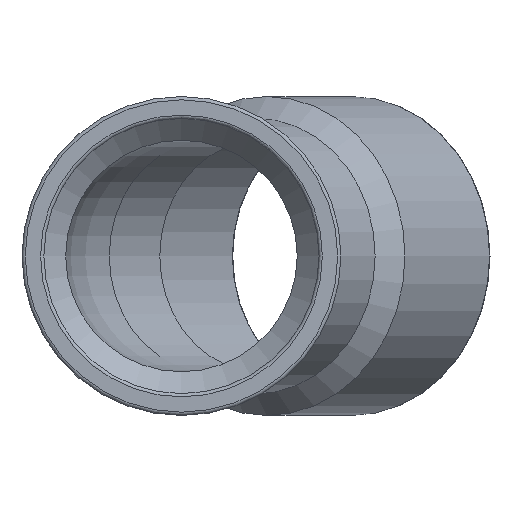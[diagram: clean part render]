
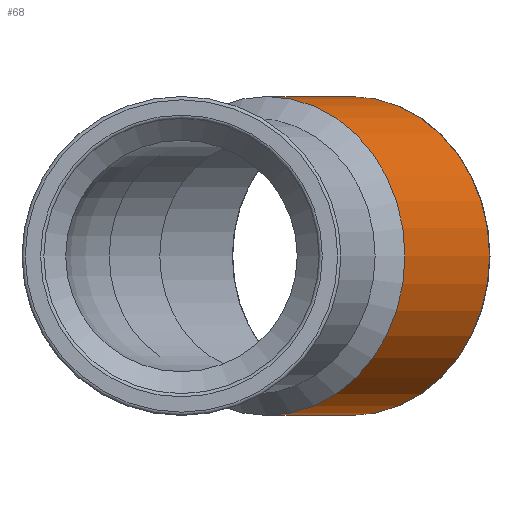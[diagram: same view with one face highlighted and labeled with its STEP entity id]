
A CAD part, front view. The second image highlights one B-rep face of the part: STEP entity #68.
In plain terms, the highlighted cylindrical face has radius 182.5 mm (diameter 365 mm), a full revolution.
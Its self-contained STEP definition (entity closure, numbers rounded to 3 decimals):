
#68=ADVANCED_FACE('',(#153,#154),#155,.T.);
#153=FACE_OUTER_BOUND('',#256,.T.);
#154=FACE_OUTER_BOUND('',#257,.T.);
#155=CYLINDRICAL_SURFACE('',#258,182.5);
#256=EDGE_LOOP('',(#373));
#257=EDGE_LOOP('',(#374));
#258=AXIS2_PLACEMENT_3D('',#375,#376,#377);
#373=ORIENTED_EDGE('',*,*,#483,.F.);
#374=ORIENTED_EDGE('',*,*,#462,.T.);
#375=CARTESIAN_POINT('',(32.158,448.588,0.));
#376=DIRECTION('',(0.5,0.866,0.));
#377=DIRECTION('',(0.866,-0.5,0.));
#462=EDGE_CURVE('',#513,#513,#514,.T.);
#483=EDGE_CURVE('',#547,#547,#548,.T.);
#513=VERTEX_POINT('',#585);
#514=CIRCLE('',#586,182.5);
#547=VERTEX_POINT('',#619);
#548=CIRCLE('',#620,182.5);
#585=CARTESIAN_POINT('',(352.627,638.656,0.));
#586=AXIS2_PLACEMENT_3D('',#657,#658,#659);
#619=CARTESIAN_POINT('',(255.802,470.95,0.));
#620=AXIS2_PLACEMENT_3D('',#696,#697,#698);
#657=CARTESIAN_POINT('',(194.578,729.906,0.));
#658=DIRECTION('',(-0.5,-0.866,0.));
#659=DIRECTION('',(0.866,-0.5,0.));
#696=CARTESIAN_POINT('',(97.753,562.2,0.));
#697=DIRECTION('',(-0.5,-0.866,0.));
#698=DIRECTION('',(0.866,-0.5,0.));
